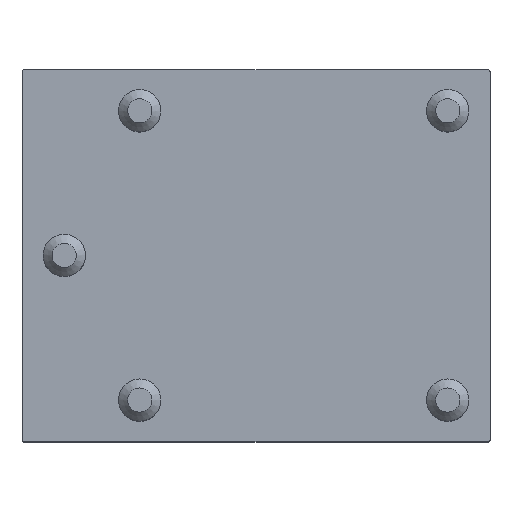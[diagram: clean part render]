
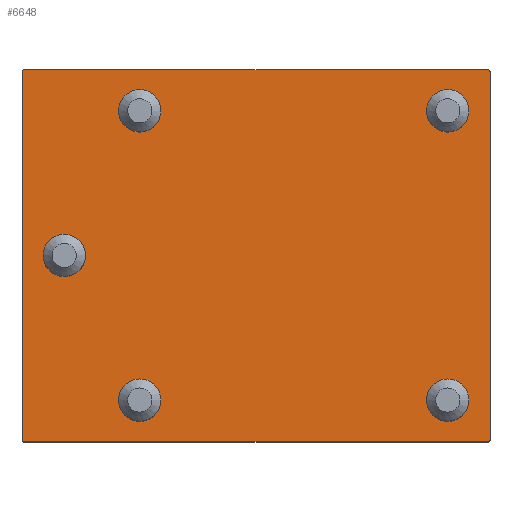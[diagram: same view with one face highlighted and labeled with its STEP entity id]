
A CAD part, top view. The second image highlights one B-rep face of the part: STEP entity #6648.
In plain terms, the highlighted planar face has unit normal (0, 0, 1).
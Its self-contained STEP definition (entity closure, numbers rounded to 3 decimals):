
#109=CIRCLE('',#6941,0.7);
#110=CIRCLE('',#6942,0.7);
#111=CIRCLE('',#6943,0.7);
#112=CIRCLE('',#6944,0.7);
#113=CIRCLE('',#6945,0.7);
#114=CIRCLE('',#6946,0.05);
#115=CIRCLE('',#6947,0.05);
#116=CIRCLE('',#6948,0.05);
#117=CIRCLE('',#6949,0.05);
#427=ORIENTED_EDGE('',*,*,#1767,.T.);
#428=ORIENTED_EDGE('',*,*,#1768,.T.);
#429=ORIENTED_EDGE('',*,*,#1769,.T.);
#430=ORIENTED_EDGE('',*,*,#1770,.T.);
#431=ORIENTED_EDGE('',*,*,#1771,.T.);
#432=ORIENTED_EDGE('',*,*,#1772,.F.);
#433=ORIENTED_EDGE('',*,*,#1773,.T.);
#434=ORIENTED_EDGE('',*,*,#1774,.T.);
#435=ORIENTED_EDGE('',*,*,#1775,.F.);
#436=ORIENTED_EDGE('',*,*,#1776,.F.);
#437=ORIENTED_EDGE('',*,*,#1777,.T.);
#438=ORIENTED_EDGE('',*,*,#1778,.T.);
#439=ORIENTED_EDGE('',*,*,#1779,.F.);
#1767=EDGE_CURVE('',#2437,#2437,#109,.T.);
#1768=EDGE_CURVE('',#2438,#2438,#110,.T.);
#1769=EDGE_CURVE('',#2439,#2439,#111,.T.);
#1770=EDGE_CURVE('',#2440,#2440,#112,.T.);
#1771=EDGE_CURVE('',#2441,#2441,#113,.T.);
#1772=EDGE_CURVE('',#2442,#2443,#114,.T.);
#1773=EDGE_CURVE('',#2442,#2444,#2845,.T.);
#1774=EDGE_CURVE('',#2444,#2445,#115,.F.);
#1775=EDGE_CURVE('',#2446,#2445,#2846,.T.);
#1776=EDGE_CURVE('',#2447,#2446,#116,.T.);
#1777=EDGE_CURVE('',#2447,#2448,#2847,.T.);
#1778=EDGE_CURVE('',#2448,#2449,#117,.F.);
#1779=EDGE_CURVE('',#2443,#2449,#2848,.T.);
#2437=VERTEX_POINT('',#9263);
#2438=VERTEX_POINT('',#9265);
#2439=VERTEX_POINT('',#9267);
#2440=VERTEX_POINT('',#9269);
#2441=VERTEX_POINT('',#9271);
#2442=VERTEX_POINT('',#9273);
#2443=VERTEX_POINT('',#9274);
#2444=VERTEX_POINT('',#9276);
#2445=VERTEX_POINT('',#9278);
#2446=VERTEX_POINT('',#9280);
#2447=VERTEX_POINT('',#9282);
#2448=VERTEX_POINT('',#9284);
#2449=VERTEX_POINT('',#9286);
#2845=LINE('',#9275,#3376);
#2846=LINE('',#9279,#3377);
#2847=LINE('',#9283,#3378);
#2848=LINE('',#9287,#3379);
#3376=VECTOR('',#7375,1000.);
#3377=VECTOR('',#7378,1000.);
#3378=VECTOR('',#7381,1000.);
#3379=VECTOR('',#7384,1000.);
#3793=EDGE_LOOP('',(#427));
#3794=EDGE_LOOP('',(#428));
#3795=EDGE_LOOP('',(#429));
#3796=EDGE_LOOP('',(#430));
#3797=EDGE_LOOP('',(#431));
#3798=EDGE_LOOP('',(#432,#433,#434,#435,#436,#437,#438,#439));
#4140=FACE_BOUND('',#3793,.T.);
#4141=FACE_BOUND('',#3794,.T.);
#4142=FACE_BOUND('',#3795,.T.);
#4143=FACE_BOUND('',#3796,.T.);
#4144=FACE_BOUND('',#3797,.T.);
#4145=FACE_BOUND('',#3798,.T.);
#4456=PLANE('',#6940);
#6648=ADVANCED_FACE('',(#4140,#4141,#4142,#4143,#4144,#4145),#4456,.F.);
#6940=AXIS2_PLACEMENT_3D('',#9261,#7361,#7362);
#6941=AXIS2_PLACEMENT_3D('',#9262,#7363,#7364);
#6942=AXIS2_PLACEMENT_3D('',#9264,#7365,#7366);
#6943=AXIS2_PLACEMENT_3D('',#9266,#7367,#7368);
#6944=AXIS2_PLACEMENT_3D('',#9268,#7369,#7370);
#6945=AXIS2_PLACEMENT_3D('',#9270,#7371,#7372);
#6946=AXIS2_PLACEMENT_3D('',#9272,#7373,#7374);
#6947=AXIS2_PLACEMENT_3D('',#9277,#7376,#7377);
#6948=AXIS2_PLACEMENT_3D('',#9281,#7379,#7380);
#6949=AXIS2_PLACEMENT_3D('',#9285,#7382,#7383);
#7361=DIRECTION('',(0.,0.,-1.));
#7362=DIRECTION('',(-1.,0.,0.));
#7363=DIRECTION('',(0.,0.,-1.));
#7364=DIRECTION('',(1.,0.,0.));
#7365=DIRECTION('',(0.,0.,-1.));
#7366=DIRECTION('',(1.,0.,0.));
#7367=DIRECTION('',(0.,0.,-1.));
#7368=DIRECTION('',(1.,0.,0.));
#7369=DIRECTION('',(0.,0.,-1.));
#7370=DIRECTION('',(1.,0.,0.));
#7371=DIRECTION('',(0.,0.,-1.));
#7372=DIRECTION('',(1.,0.,0.));
#7373=DIRECTION('',(0.,0.,-1.));
#7374=DIRECTION('',(-1.,0.,0.));
#7375=DIRECTION('',(-1.,0.,0.));
#7376=DIRECTION('',(0.,0.,-1.));
#7377=DIRECTION('',(-1.,0.,0.));
#7378=DIRECTION('',(0.,1.,0.));
#7379=DIRECTION('',(0.,0.,-1.));
#7380=DIRECTION('',(-1.,0.,0.));
#7381=DIRECTION('',(1.,0.,0.));
#7382=DIRECTION('',(0.,0.,-1.));
#7383=DIRECTION('',(-1.,0.,0.));
#7384=DIRECTION('',(0.,-1.,0.));
#9261=CARTESIAN_POINT('',(0.,0.,14.5));
#9262=CARTESIAN_POINT('',(-3.85,-4.791,14.5));
#9263=CARTESIAN_POINT('',(-3.15,-4.791,14.5));
#9264=CARTESIAN_POINT('',(6.35,-4.791,14.5));
#9265=CARTESIAN_POINT('',(7.05,-4.791,14.5));
#9266=CARTESIAN_POINT('',(6.35,4.791,14.5));
#9267=CARTESIAN_POINT('',(7.05,4.791,14.5));
#9268=CARTESIAN_POINT('',(-6.35,0.,14.5));
#9269=CARTESIAN_POINT('',(-5.65,0.,14.5));
#9270=CARTESIAN_POINT('',(-3.85,4.791,14.5));
#9271=CARTESIAN_POINT('',(-3.15,4.791,14.5));
#9272=CARTESIAN_POINT('',(7.7,6.1,14.5));
#9273=CARTESIAN_POINT('',(7.7,6.15,14.5));
#9274=CARTESIAN_POINT('',(7.75,6.1,14.5));
#9275=CARTESIAN_POINT('',(0.,6.15,14.5));
#9276=CARTESIAN_POINT('',(-7.7,6.15,14.5));
#9277=CARTESIAN_POINT('',(-7.7,6.1,14.5));
#9278=CARTESIAN_POINT('',(-7.75,6.1,14.5));
#9279=CARTESIAN_POINT('',(-7.75,-7.5,14.5));
#9280=CARTESIAN_POINT('',(-7.75,-6.1,14.5));
#9281=CARTESIAN_POINT('',(-7.7,-6.1,14.5));
#9282=CARTESIAN_POINT('',(-7.7,-6.15,14.5));
#9283=CARTESIAN_POINT('',(0.,-6.15,14.5));
#9284=CARTESIAN_POINT('',(7.7,-6.15,14.5));
#9285=CARTESIAN_POINT('',(7.7,-6.1,14.5));
#9286=CARTESIAN_POINT('',(7.75,-6.1,14.5));
#9287=CARTESIAN_POINT('',(7.75,-7.5,14.5));
